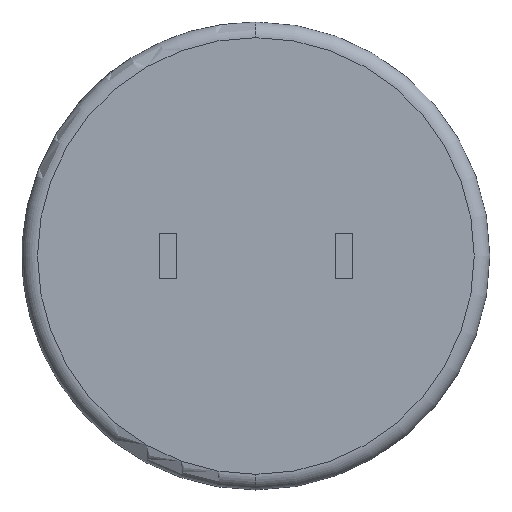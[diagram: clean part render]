
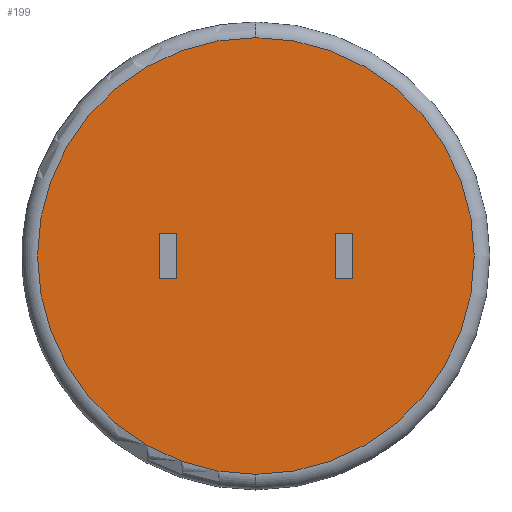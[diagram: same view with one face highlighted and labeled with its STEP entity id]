
A CAD part, front view. The second image highlights one B-rep face of the part: STEP entity #199.
In plain terms, the highlighted planar face has unit normal (0, -1, 0).
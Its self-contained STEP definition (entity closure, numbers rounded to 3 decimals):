
#15 = VECTOR ( 'NONE', #1810, 1000. ) ;
#140 = EDGE_CURVE ( 'NONE', #2231, #2586, #920, .T. ) ;
#188 = EDGE_CURVE ( 'NONE', #2586, #1714, #2562, .T. ) ;
#194 = ORIENTED_EDGE ( 'NONE', *, *, #1731, .F. ) ;
#199 = ADVANCED_FACE ( 'NONE', ( #880, #437, #298 ), #2249, .F. ) ;
#212 = LINE ( 'NONE', #1809, #1692 ) ;
#220 = VECTOR ( 'NONE', #1510, 1000. ) ;
#224 = CARTESIAN_POINT ( 'NONE',  ( -2.79, 0., 0.65 ) ) ;
#264 = CARTESIAN_POINT ( 'NONE',  ( -2.79, 0., -0.65 ) ) ;
#273 = CARTESIAN_POINT ( 'NONE',  ( 0., 0., 0. ) ) ;
#282 = LINE ( 'NONE', #1190, #2343 ) ;
#298 = FACE_BOUND ( 'NONE', #2055, .T. ) ;
#347 = CARTESIAN_POINT ( 'NONE',  ( 0., 0., 0. ) ) ;
#410 = ORIENTED_EDGE ( 'NONE', *, *, #140, .T. ) ;
#413 = EDGE_LOOP ( 'NONE', ( #410, #1957, #1218, #1030 ) ) ;
#434 = DIRECTION ( 'NONE',  ( 0., 0., 1. ) ) ;
#437 = FACE_BOUND ( 'NONE', #413, .T. ) ;
#514 = EDGE_CURVE ( 'NONE', #2448, #1489, #746, .T. ) ;
#576 = VERTEX_POINT ( 'NONE', #1751 ) ;
#676 = CARTESIAN_POINT ( 'NONE',  ( -2.29, 0., -0.65 ) ) ;
#694 = LINE ( 'NONE', #954, #1754 ) ;
#744 = CARTESIAN_POINT ( 'NONE',  ( 0., 0., -6.299 ) ) ;
#746 = CIRCLE ( 'NONE', #1368, 6.299 ) ;
#776 = CARTESIAN_POINT ( 'NONE',  ( -2.79, 0., -0.65 ) ) ;
#781 = DIRECTION ( 'NONE',  ( 0., 1., 0. ) ) ;
#880 = FACE_OUTER_BOUND ( 'NONE', #1945, .T. ) ;
#905 = CARTESIAN_POINT ( 'NONE',  ( -2.79, 0., 0.65 ) ) ;
#916 = VERTEX_POINT ( 'NONE', #2123 ) ;
#920 = LINE ( 'NONE', #1321, #1614 ) ;
#927 = ORIENTED_EDGE ( 'NONE', *, *, #934, .F. ) ;
#934 = EDGE_CURVE ( 'NONE', #916, #2429, #1412, .T. ) ;
#954 = CARTESIAN_POINT ( 'NONE',  ( 2.29, 0., -0.65 ) ) ;
#1030 = ORIENTED_EDGE ( 'NONE', *, *, #1063, .F. ) ;
#1063 = EDGE_CURVE ( 'NONE', #2231, #2630, #2714, .T. ) ;
#1109 = CARTESIAN_POINT ( 'NONE',  ( 2.29, 0., 0.65 ) ) ;
#1136 = EDGE_CURVE ( 'NONE', #576, #916, #2645, .T. ) ;
#1172 = DIRECTION ( 'NONE',  ( 1., 0., 0. ) ) ;
#1190 = CARTESIAN_POINT ( 'NONE',  ( 2.29, 0., -0.65 ) ) ;
#1218 = ORIENTED_EDGE ( 'NONE', *, *, #2758, .T. ) ;
#1321 = CARTESIAN_POINT ( 'NONE',  ( -2.79, 0., 0. ) ) ;
#1331 = DIRECTION ( 'NONE',  ( 0., 0., 1. ) ) ;
#1363 = CARTESIAN_POINT ( 'NONE',  ( 2.29, 0., -0.65 ) ) ;
#1368 = AXIS2_PLACEMENT_3D ( 'NONE', #1904, #2750, #1503 ) ;
#1410 = VERTEX_POINT ( 'NONE', #1363 ) ;
#1412 = LINE ( 'NONE', #1109, #220 ) ;
#1489 = VERTEX_POINT ( 'NONE', #744 ) ;
#1503 = DIRECTION ( 'NONE',  ( 0., 0., 1. ) ) ;
#1510 = DIRECTION ( 'NONE',  ( -1., 0., 0. ) ) ;
#1576 = VECTOR ( 'NONE', #434, 1000. ) ;
#1614 = VECTOR ( 'NONE', #1331, 1000. ) ;
#1638 = EDGE_CURVE ( 'NONE', #1489, #2448, #1884, .T. ) ;
#1641 = ORIENTED_EDGE ( 'NONE', *, *, #1136, .F. ) ;
#1673 = CARTESIAN_POINT ( 'NONE',  ( 0., 0., 6.299 ) ) ;
#1692 = VECTOR ( 'NONE', #2242, 1000. ) ;
#1714 = VERTEX_POINT ( 'NONE', #1907 ) ;
#1718 = ORIENTED_EDGE ( 'NONE', *, *, #514, .T. ) ;
#1731 = EDGE_CURVE ( 'NONE', #1410, #576, #282, .T. ) ;
#1747 = EDGE_CURVE ( 'NONE', #2429, #1410, #694, .T. ) ;
#1751 = CARTESIAN_POINT ( 'NONE',  ( 2.79, 0., -0.65 ) ) ;
#1754 = VECTOR ( 'NONE', #1806, 1000. ) ;
#1770 = DIRECTION ( 'NONE',  ( 1., 0., 0. ) ) ;
#1783 = DIRECTION ( 'NONE',  ( 0., 0., 1. ) ) ;
#1806 = DIRECTION ( 'NONE',  ( 0., 0., -1. ) ) ;
#1809 = CARTESIAN_POINT ( 'NONE',  ( -2.29, 0., 0.65 ) ) ;
#1810 = DIRECTION ( 'NONE',  ( 1., 0., 0. ) ) ;
#1884 = CIRCLE ( 'NONE', #2166, 6.299 ) ;
#1904 = CARTESIAN_POINT ( 'NONE',  ( 0., 0., 0. ) ) ;
#1907 = CARTESIAN_POINT ( 'NONE',  ( -2.29, 0., 0.65 ) ) ;
#1945 = EDGE_LOOP ( 'NONE', ( #1718, #2658 ) ) ;
#1957 = ORIENTED_EDGE ( 'NONE', *, *, #188, .T. ) ;
#1974 = DIRECTION ( 'NONE',  ( 0., -1., 0. ) ) ;
#2055 = EDGE_LOOP ( 'NONE', ( #2696, #927, #1641, #194 ) ) ;
#2076 = CARTESIAN_POINT ( 'NONE',  ( 2.29, 0., 0.65 ) ) ;
#2123 = CARTESIAN_POINT ( 'NONE',  ( 2.79, 0., 0.65 ) ) ;
#2166 = AXIS2_PLACEMENT_3D ( 'NONE', #273, #1974, #1783 ) ;
#2226 = VECTOR ( 'NONE', #1770, 1000. ) ;
#2231 = VERTEX_POINT ( 'NONE', #264 ) ;
#2242 = DIRECTION ( 'NONE',  ( 0., 0., -1. ) ) ;
#2248 = AXIS2_PLACEMENT_3D ( 'NONE', #347, #781, #2683 ) ;
#2249 = PLANE ( 'NONE',  #2248 ) ;
#2339 = CARTESIAN_POINT ( 'NONE',  ( 2.79, 0., 0. ) ) ;
#2343 = VECTOR ( 'NONE', #1172, 1000. ) ;
#2429 = VERTEX_POINT ( 'NONE', #2076 ) ;
#2448 = VERTEX_POINT ( 'NONE', #1673 ) ;
#2562 = LINE ( 'NONE', #905, #2226 ) ;
#2586 = VERTEX_POINT ( 'NONE', #224 ) ;
#2630 = VERTEX_POINT ( 'NONE', #676 ) ;
#2645 = LINE ( 'NONE', #2339, #1576 ) ;
#2658 = ORIENTED_EDGE ( 'NONE', *, *, #1638, .T. ) ;
#2683 = DIRECTION ( 'NONE',  ( 0., 0., 1. ) ) ;
#2696 = ORIENTED_EDGE ( 'NONE', *, *, #1747, .F. ) ;
#2714 = LINE ( 'NONE', #776, #15 ) ;
#2750 = DIRECTION ( 'NONE',  ( 0., -1., 0. ) ) ;
#2758 = EDGE_CURVE ( 'NONE', #1714, #2630, #212, .T. ) ;
